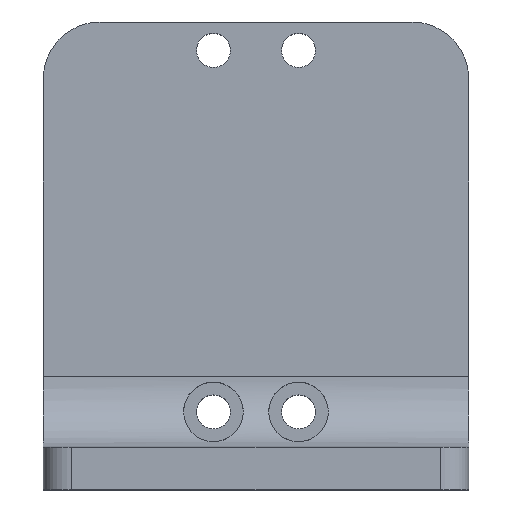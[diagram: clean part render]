
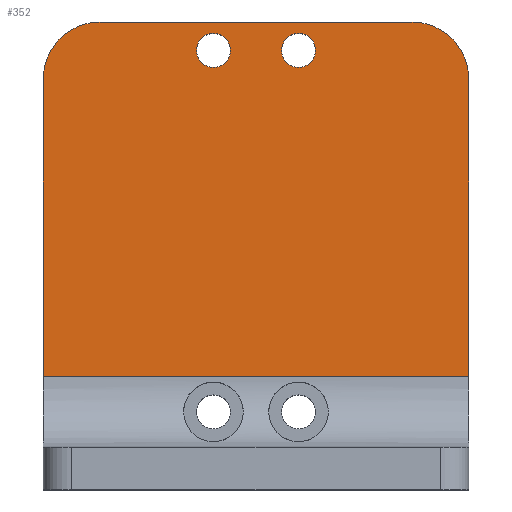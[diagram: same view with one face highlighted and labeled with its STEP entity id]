
A CAD part, top view. The second image highlights one B-rep face of the part: STEP entity #352.
In plain terms, the highlighted planar face has unit normal (0, 0, 1).
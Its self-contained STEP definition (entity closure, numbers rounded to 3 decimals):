
#7 = VERTEX_POINT ( 'NONE', #1136 ) ;
#32 = VECTOR ( 'NONE', #1151, 1000. ) ;
#37 = DIRECTION ( 'NONE',  ( 0., -1., 0. ) ) ;
#44 = AXIS2_PLACEMENT_3D ( 'NONE', #495, #93, #865 ) ;
#46 = ORIENTED_EDGE ( 'NONE', *, *, #307, .F. ) ;
#51 = EDGE_CURVE ( 'NONE', #470, #1160, #60, .T. ) ;
#60 = LINE ( 'NONE', #786, #32 ) ;
#62 = DIRECTION ( 'NONE',  ( -1., 0., 0. ) ) ;
#74 = EDGE_CURVE ( 'NONE', #152, #470, #691, .T. ) ;
#93 = DIRECTION ( 'NONE',  ( 0., 0., 1. ) ) ;
#117 = CARTESIAN_POINT ( 'NONE',  ( 0., 8., -17. ) ) ;
#130 = DIRECTION ( 'NONE',  ( -1., 0., 0. ) ) ;
#131 = DIRECTION ( 'NONE',  ( 0., 0., 1. ) ) ;
#141 = AXIS2_PLACEMENT_3D ( 'NONE', #1028, #1188, #264 ) ;
#152 = VERTEX_POINT ( 'NONE', #597 ) ;
#154 = DIRECTION ( 'NONE',  ( 0., -1., 0. ) ) ;
#161 = DIRECTION ( 'NONE',  ( 0., 0., 1. ) ) ;
#168 = DIRECTION ( 'NONE',  ( 1., 0., 0. ) ) ;
#172 = EDGE_CURVE ( 'NONE', #198, #7, #412, .T. ) ;
#175 = FACE_BOUND ( 'NONE', #324, .T. ) ;
#190 = CIRCLE ( 'NONE', #1030, 1.2 ) ;
#198 = VERTEX_POINT ( 'NONE', #1176 ) ;
#216 = ORIENTED_EDGE ( 'NONE', *, *, #51, .T. ) ;
#254 = VECTOR ( 'NONE', #168, 1000. ) ;
#261 = CARTESIAN_POINT ( 'NONE',  ( 0., 33., -17. ) ) ;
#264 = DIRECTION ( 'NONE',  ( -1., 0., 0. ) ) ;
#267 = CIRCLE ( 'NONE', #416, 1.2 ) ;
#273 = CARTESIAN_POINT ( 'NONE',  ( 30., 33., -17. ) ) ;
#278 = FACE_BOUND ( 'NONE', #424, .T. ) ;
#287 = EDGE_CURVE ( 'NONE', #922, #1096, #885, .T. ) ;
#307 = EDGE_CURVE ( 'NONE', #1096, #922, #267, .T. ) ;
#324 = EDGE_LOOP ( 'NONE', ( #574, #1119 ) ) ;
#334 = DIRECTION ( 'NONE',  ( 0., 0., 1. ) ) ;
#339 = CARTESIAN_POINT ( 'NONE',  ( 4., 33., -17. ) ) ;
#352 = ADVANCED_FACE ( 'NONE', ( #278, #175, #1114 ), #355, .F. ) ;
#353 = CIRCLE ( 'NONE', #659, 4. ) ;
#355 = PLANE ( 'NONE',  #141 ) ;
#363 = DIRECTION ( 'NONE',  ( -1., 0., 0. ) ) ;
#412 = CIRCLE ( 'NONE', #731, 1.2 ) ;
#416 = AXIS2_PLACEMENT_3D ( 'NONE', #516, #800, #62 ) ;
#424 = EDGE_LOOP ( 'NONE', ( #46, #1024 ) ) ;
#426 = CARTESIAN_POINT ( 'NONE',  ( 10.8, 31., -17. ) ) ;
#431 = ORIENTED_EDGE ( 'NONE', *, *, #475, .T. ) ;
#450 = CARTESIAN_POINT ( 'NONE',  ( 4., 29., -17. ) ) ;
#459 = EDGE_LOOP ( 'NONE', ( #658, #431, #677, #996, #708, #216 ) ) ;
#470 = VERTEX_POINT ( 'NONE', #117 ) ;
#473 = VECTOR ( 'NONE', #37, 1000. ) ;
#475 = EDGE_CURVE ( 'NONE', #481, #502, #824, .T. ) ;
#481 = VERTEX_POINT ( 'NONE', #776 ) ;
#495 = CARTESIAN_POINT ( 'NONE',  ( 26., 29., -17. ) ) ;
#502 = VERTEX_POINT ( 'NONE', #593 ) ;
#516 = CARTESIAN_POINT ( 'NONE',  ( 12., 31., -17. ) ) ;
#574 = ORIENTED_EDGE ( 'NONE', *, *, #736, .F. ) ;
#590 = CARTESIAN_POINT ( 'NONE',  ( 30., 8., -17. ) ) ;
#591 = DIRECTION ( 'NONE',  ( -1., 0., 0. ) ) ;
#593 = CARTESIAN_POINT ( 'NONE',  ( 26., 33., -17. ) ) ;
#597 = CARTESIAN_POINT ( 'NONE',  ( 0., 29., -17. ) ) ;
#598 = CARTESIAN_POINT ( 'NONE',  ( 18., 31., -17. ) ) ;
#646 = LINE ( 'NONE', #273, #969 ) ;
#658 = ORIENTED_EDGE ( 'NONE', *, *, #883, .F. ) ;
#659 = AXIS2_PLACEMENT_3D ( 'NONE', #450, #161, #363 ) ;
#677 = ORIENTED_EDGE ( 'NONE', *, *, #834, .F. ) ;
#691 = LINE ( 'NONE', #1170, #473 ) ;
#708 = ORIENTED_EDGE ( 'NONE', *, *, #74, .T. ) ;
#713 = DIRECTION ( 'NONE',  ( -1., 0., 0. ) ) ;
#731 = AXIS2_PLACEMENT_3D ( 'NONE', #975, #983, #591 ) ;
#736 = EDGE_CURVE ( 'NONE', #7, #198, #190, .T. ) ;
#776 = CARTESIAN_POINT ( 'NONE',  ( 30., 29., -17. ) ) ;
#786 = CARTESIAN_POINT ( 'NONE',  ( 30., 8., -17. ) ) ;
#788 = AXIS2_PLACEMENT_3D ( 'NONE', #1182, #131, #713 ) ;
#800 = DIRECTION ( 'NONE',  ( 0., 0., 1. ) ) ;
#824 = CIRCLE ( 'NONE', #44, 4. ) ;
#834 = EDGE_CURVE ( 'NONE', #1141, #502, #1009, .T. ) ;
#860 = EDGE_CURVE ( 'NONE', #1141, #152, #353, .T. ) ;
#865 = DIRECTION ( 'NONE',  ( -1., 0., 0. ) ) ;
#883 = EDGE_CURVE ( 'NONE', #481, #1160, #646, .T. ) ;
#885 = CIRCLE ( 'NONE', #788, 1.2 ) ;
#922 = VERTEX_POINT ( 'NONE', #936 ) ;
#936 = CARTESIAN_POINT ( 'NONE',  ( 13.2, 31., -17. ) ) ;
#969 = VECTOR ( 'NONE', #154, 1000. ) ;
#975 = CARTESIAN_POINT ( 'NONE',  ( 18., 31., -17. ) ) ;
#983 = DIRECTION ( 'NONE',  ( 0., 0., 1. ) ) ;
#996 = ORIENTED_EDGE ( 'NONE', *, *, #860, .T. ) ;
#1009 = LINE ( 'NONE', #261, #254 ) ;
#1024 = ORIENTED_EDGE ( 'NONE', *, *, #287, .F. ) ;
#1028 = CARTESIAN_POINT ( 'NONE',  ( 0., 33., -17. ) ) ;
#1030 = AXIS2_PLACEMENT_3D ( 'NONE', #598, #334, #130 ) ;
#1096 = VERTEX_POINT ( 'NONE', #426 ) ;
#1114 = FACE_OUTER_BOUND ( 'NONE', #459, .T. ) ;
#1119 = ORIENTED_EDGE ( 'NONE', *, *, #172, .F. ) ;
#1136 = CARTESIAN_POINT ( 'NONE',  ( 16.8, 31., -17. ) ) ;
#1141 = VERTEX_POINT ( 'NONE', #339 ) ;
#1151 = DIRECTION ( 'NONE',  ( 1., 0., 0. ) ) ;
#1160 = VERTEX_POINT ( 'NONE', #590 ) ;
#1170 = CARTESIAN_POINT ( 'NONE',  ( 0., 33., -17. ) ) ;
#1176 = CARTESIAN_POINT ( 'NONE',  ( 19.2, 31., -17. ) ) ;
#1182 = CARTESIAN_POINT ( 'NONE',  ( 12., 31., -17. ) ) ;
#1188 = DIRECTION ( 'NONE',  ( 0., 0., -1. ) ) ;
